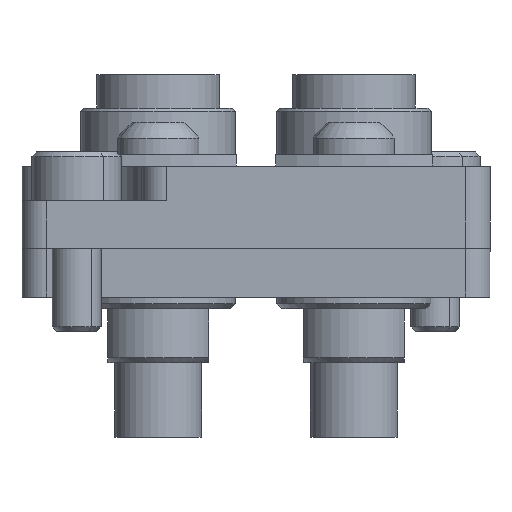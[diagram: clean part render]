
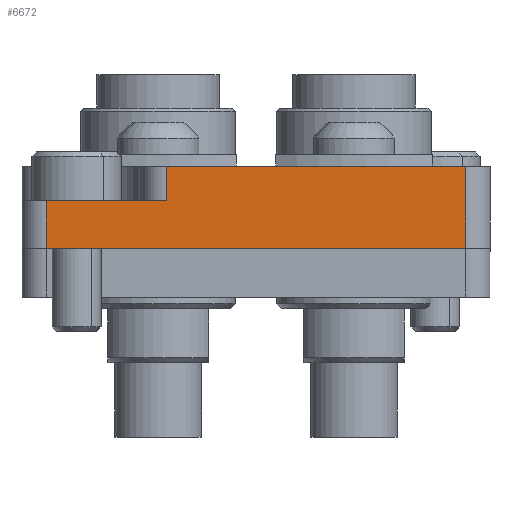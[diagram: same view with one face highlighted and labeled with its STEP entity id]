
A CAD part, front view. The second image highlights one B-rep face of the part: STEP entity #6672.
In plain terms, the highlighted face is planar.
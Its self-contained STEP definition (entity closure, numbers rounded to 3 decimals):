
#22 = DIRECTION ( 'NONE',  ( 0., -1., 0. ) ) ;
#129 = VECTOR ( 'NONE', #1850, 1000. ) ;
#332 = VERTEX_POINT ( 'NONE', #8613 ) ;
#373 = VECTOR ( 'NONE', #7893, 1000. ) ;
#414 = EDGE_LOOP ( 'NONE', ( #8115, #8621, #3771, #7966, #2186, #4868 ) ) ;
#510 = CARTESIAN_POINT ( 'NONE',  ( 30., 5., 14.35 ) ) ;
#766 = LINE ( 'NONE', #3855, #5990 ) ;
#1300 = VERTEX_POINT ( 'NONE', #2818 ) ;
#1525 = DIRECTION ( 'NONE',  ( 0., 1., 0. ) ) ;
#1579 = CARTESIAN_POINT ( 'NONE',  ( 30., 5., -12.85 ) ) ;
#1850 = DIRECTION ( 'NONE',  ( 0., 0., -1. ) ) ;
#1981 = PLANE ( 'NONE',  #5862 ) ;
#2009 = CARTESIAN_POINT ( 'NONE',  ( 30., 0., 12.85 ) ) ;
#2186 = ORIENTED_EDGE ( 'NONE', *, *, #4119, .F. ) ;
#2440 = CARTESIAN_POINT ( 'NONE',  ( 30., 2.9, 7. ) ) ;
#2531 = VECTOR ( 'NONE', #1525, 1000. ) ;
#2701 = LINE ( 'NONE', #2009, #6187 ) ;
#2818 = CARTESIAN_POINT ( 'NONE',  ( 30., 5., 5.5 ) ) ;
#2873 = LINE ( 'NONE', #1579, #2531 ) ;
#2989 = VERTEX_POINT ( 'NONE', #5696 ) ;
#3315 = VERTEX_POINT ( 'NONE', #9618 ) ;
#3771 = ORIENTED_EDGE ( 'NONE', *, *, #8943, .F. ) ;
#3855 = CARTESIAN_POINT ( 'NONE',  ( 30., 2.9, 5.5 ) ) ;
#4015 = LINE ( 'NONE', #2440, #129 ) ;
#4035 = VECTOR ( 'NONE', #4104, 1000. ) ;
#4104 = DIRECTION ( 'NONE',  ( 0., 0., -1. ) ) ;
#4119 = EDGE_CURVE ( 'NONE', #2989, #8529, #4015, .T. ) ;
#4227 = DIRECTION ( 'NONE',  ( 0., -1., 0. ) ) ;
#4868 = ORIENTED_EDGE ( 'NONE', *, *, #7201, .T. ) ;
#5065 = CARTESIAN_POINT ( 'NONE',  ( 30., 5., 14.35 ) ) ;
#5093 = LINE ( 'NONE', #9467, #373 ) ;
#5650 = EDGE_CURVE ( 'NONE', #8728, #3315, #2873, .T. ) ;
#5696 = CARTESIAN_POINT ( 'NONE',  ( 30., 2.9, 12.85 ) ) ;
#5753 = DIRECTION ( 'NONE',  ( 1., 0., 0. ) ) ;
#5862 = AXIS2_PLACEMENT_3D ( 'NONE', #5065, #5753, #6641 ) ;
#5990 = VECTOR ( 'NONE', #22, 1000. ) ;
#6187 = VECTOR ( 'NONE', #4227, 1000. ) ;
#6500 = EDGE_CURVE ( 'NONE', #1300, #8529, #766, .T. ) ;
#6641 = DIRECTION ( 'NONE',  ( 0., 1., 0. ) ) ;
#6672 = ADVANCED_FACE ( 'NONE', ( #8091 ), #1981, .T. ) ;
#6961 = EDGE_CURVE ( 'NONE', #332, #8728, #5093, .T. ) ;
#7201 = EDGE_CURVE ( 'NONE', #2989, #332, #2701, .T. ) ;
#7893 = DIRECTION ( 'NONE',  ( 0., 0., -1. ) ) ;
#7966 = ORIENTED_EDGE ( 'NONE', *, *, #6500, .T. ) ;
#8016 = LINE ( 'NONE', #510, #4035 ) ;
#8091 = FACE_OUTER_BOUND ( 'NONE', #414, .T. ) ;
#8115 = ORIENTED_EDGE ( 'NONE', *, *, #6961, .T. ) ;
#8395 = CARTESIAN_POINT ( 'NONE',  ( 30., 0., -12.85 ) ) ;
#8500 = CARTESIAN_POINT ( 'NONE',  ( 30., 2.9, 5.5 ) ) ;
#8529 = VERTEX_POINT ( 'NONE', #8500 ) ;
#8613 = CARTESIAN_POINT ( 'NONE',  ( 30., 0., 12.85 ) ) ;
#8621 = ORIENTED_EDGE ( 'NONE', *, *, #5650, .T. ) ;
#8728 = VERTEX_POINT ( 'NONE', #8395 ) ;
#8943 = EDGE_CURVE ( 'NONE', #1300, #3315, #8016, .T. ) ;
#9467 = CARTESIAN_POINT ( 'NONE',  ( 30., 0., 14.35 ) ) ;
#9618 = CARTESIAN_POINT ( 'NONE',  ( 30., 5., -12.85 ) ) ;
